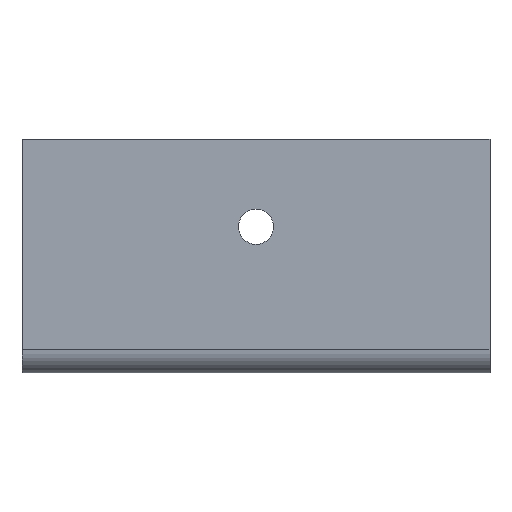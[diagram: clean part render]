
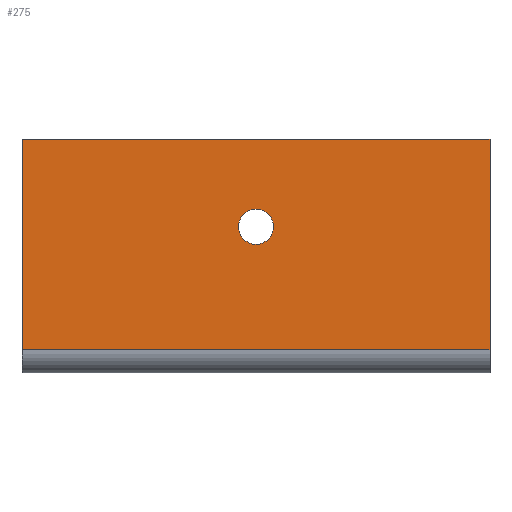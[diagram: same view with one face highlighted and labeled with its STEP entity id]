
A CAD part, left-side view. The second image highlights one B-rep face of the part: STEP entity #275.
In plain terms, the highlighted planar face has unit normal (-1, 0, 0).
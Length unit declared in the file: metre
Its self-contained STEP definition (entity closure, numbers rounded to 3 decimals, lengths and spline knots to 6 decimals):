
#20=CIRCLE('',#304,0.006);
#49=ORIENTED_EDGE('',*,*,#111,.F.);
#50=ORIENTED_EDGE('',*,*,#110,.F.);
#51=ORIENTED_EDGE('',*,*,#114,.F.);
#52=ORIENTED_EDGE('',*,*,#106,.T.);
#53=ORIENTED_EDGE('',*,*,#115,.T.);
#106=EDGE_CURVE('',#138,#140,#162,.T.);
#110=EDGE_CURVE('',#144,#142,#166,.T.);
#111=EDGE_CURVE('',#145,#145,#20,.T.);
#114=EDGE_CURVE('',#138,#144,#168,.T.);
#115=EDGE_CURVE('',#140,#142,#169,.T.);
#138=VERTEX_POINT('',#412);
#140=VERTEX_POINT('',#416);
#142=VERTEX_POINT('',#421);
#144=VERTEX_POINT('',#425);
#145=VERTEX_POINT('',#429);
#162=LINE('',#417,#186);
#166=LINE('',#426,#190);
#168=LINE('',#434,#192);
#169=LINE('',#436,#193);
#186=VECTOR('',#335,1.);
#190=VECTOR('',#341,1.);
#192=VECTOR('',#351,1.);
#193=VECTOR('',#354,1.);
#212=EDGE_LOOP('',(#49));
#213=EDGE_LOOP('',(#50,#51,#52,#53));
#238=FACE_BOUND('',#212,.T.);
#239=FACE_BOUND('',#213,.T.);
#262=PLANE('',#307);
#275=ADVANCED_FACE('',(#238,#239),#262,.T.);
#304=AXIS2_PLACEMENT_3D('',#428,#344,#345);
#307=AXIS2_PLACEMENT_3D('',#435,#352,#353);
#335=DIRECTION('',(0.,0.,-1.));
#341=DIRECTION('',(0.,0.,-1.));
#344=DIRECTION('',(-1.,0.,0.));
#345=DIRECTION('',(0.,0.,1.));
#351=DIRECTION('',(0.,-1.,0.));
#352=DIRECTION('',(-1.,0.,0.));
#353=DIRECTION('',(0.,0.,1.));
#354=DIRECTION('',(0.,-1.,0.));
#412=CARTESIAN_POINT('',(0.,0.,0.08));
#416=CARTESIAN_POINT('',(0.,0.,0.008));
#417=CARTESIAN_POINT('',(0.,0.,0.025));
#421=CARTESIAN_POINT('',(0.,-0.16,0.008));
#425=CARTESIAN_POINT('',(0.,-0.16,0.08));
#426=CARTESIAN_POINT('',(0.,-0.16,0.025));
#428=CARTESIAN_POINT('',(0.,-0.08,0.05));
#429=CARTESIAN_POINT('',(0.,-0.08,0.056));
#434=CARTESIAN_POINT('',(0.,0.,0.08));
#435=CARTESIAN_POINT('',(0.,0.,0.025));
#436=CARTESIAN_POINT('',(0.,0.,0.008));
